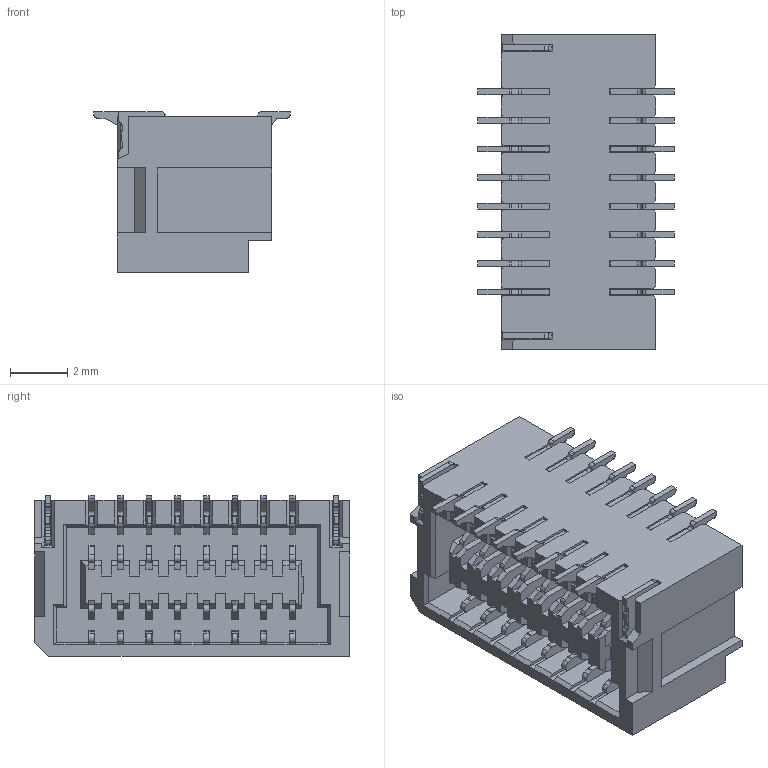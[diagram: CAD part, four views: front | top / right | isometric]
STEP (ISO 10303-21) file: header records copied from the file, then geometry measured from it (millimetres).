
FILE_DESCRIPTION (( 'STEP AP203' ), '1' );
FILE_NAME ('FWF10013-D16B83NAM.STEP', '2025-11-21T03:41:32', ( '' ), ( '' ), 'SwSTEP 2.0', 'SolidWorks 2021', '' );
FILE_SCHEMA (( 'CONFIG_CONTROL_DESIGN' ));
Products named in the file (1): FWF10013-D16B83NAM
Bounding box: 6.86 x 11 x 5.62 mm (x, y, z)
Volume: 213.4 mm3; surface area: 920.9 mm2
Topology: 1 solids, 9 shells, 1936 faces, 5995 edges, 3936 vertices
Faces by surface type: plane 1430, bspline 506
Entity records: 74828 total; most frequent: CARTESIAN_POINT 25352, ORIENTED_EDGE 11990, DIRECTION 7765, EDGE_CURVE 5995, VECTOR 4903, LINE 4903, VERTEX_POINT 3936, EDGE_LOOP 1999
